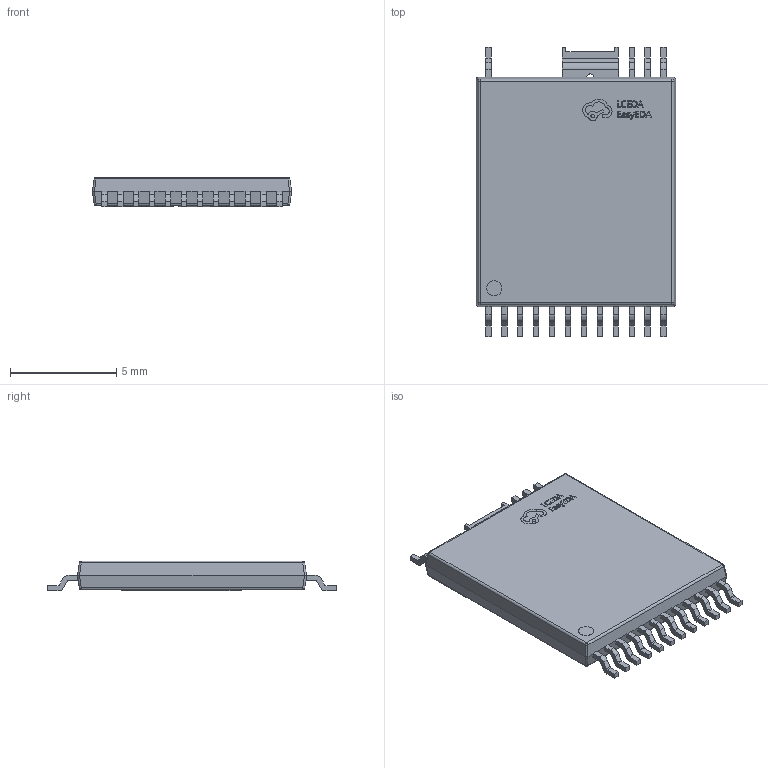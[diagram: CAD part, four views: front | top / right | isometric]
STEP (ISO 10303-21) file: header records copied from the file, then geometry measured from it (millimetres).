
FILE_DESCRIPTION (( 'STEP AP214' ), '1' );
FILE_NAME ('INSOP-24C_L10.8-W9.4-P0.75-BL_BRD1160C.step', '2022-07-26T09:55:03', ( '' ), ( '' ), 'SwSTEP 2.0', 'SolidWorks 2020', '' );
FILE_SCHEMA (( 'AUTOMOTIVE_DESIGN' ));
Length unit declared in the file: millimetre
Products named in the file (1): INSOP-24C_L10.8-W9.4-P0.75-BL_BRD1160C
Bounding box: 9.4 x 13.63 x 1.4 mm (x, y, z)
Volume: 138.2 mm3; surface area: 286.1 mm2
Topology: 14 solids, 14 shells, 602 faces, 1661 edges, 1096 vertices
Faces by surface type: plane 393, bspline 112, cylinder 89, sphere 8
Entity records: 26897 total; most frequent: CARTESIAN_POINT 5476, ORIENTED_EDGE 3322, DIRECTION 2581, EDGE_CURVE 1661, VECTOR 1259, LINE 1259, VERTEX_POINT 1096, AXIS2_PLACEMENT_3D 661
